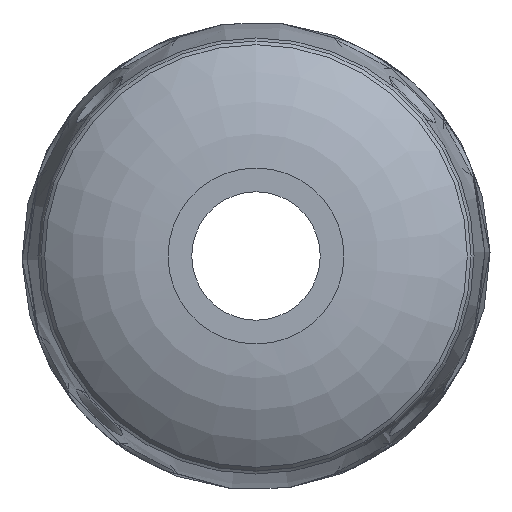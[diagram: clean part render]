
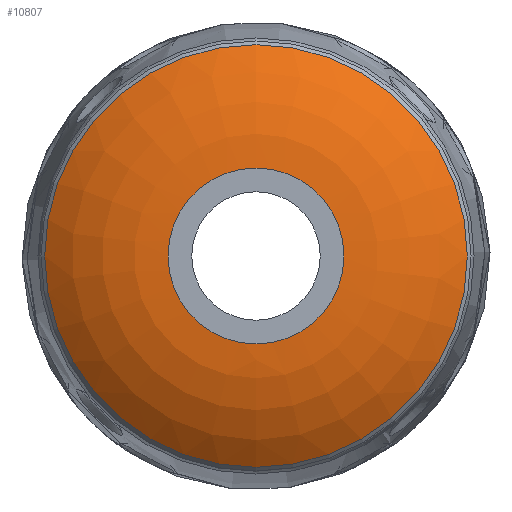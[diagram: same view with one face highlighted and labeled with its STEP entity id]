
A CAD part, left-side view. The second image highlights one B-rep face of the part: STEP entity #10807.
In plain terms, the highlighted toroidal (fillet/blend) face has major radius 6.35 mm and minor radius 15 mm.
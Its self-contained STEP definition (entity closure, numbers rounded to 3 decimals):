
#335=DEGENERATE_TOROIDAL_SURFACE('',#11414,6.35,15.,.T.);
#1991=ORIENTED_EDGE('',*,*,#3520,.T.);
#1992=ORIENTED_EDGE('',*,*,#3872,.T.);
#3520=EDGE_CURVE('',#4467,#4467,#5189,.T.);
#3872=EDGE_CURVE('',#4815,#4815,#5243,.F.);
#4467=VERTEX_POINT('',#13272);
#4815=VERTEX_POINT('',#17108);
#5189=CIRCLE('',#11352,6.4);
#5243=CIRCLE('',#11415,15.802);
#5527=EDGE_LOOP('',(#1991));
#5528=EDGE_LOOP('',(#1992));
#6380=FACE_BOUND('',#5527,.T.);
#6381=FACE_BOUND('',#5528,.T.);
#10807=ADVANCED_FACE('',(#6380,#6381),#335,.T.);
#11352=AXIS2_PLACEMENT_3D('',#13271,#11928,#11929);
#11414=AXIS2_PLACEMENT_3D('',#17106,#12071,#12072);
#11415=AXIS2_PLACEMENT_3D('',#17107,#12073,#12074);
#11928=DIRECTION('',(1.,0.,0.));
#11929=DIRECTION('',(0.,1.,0.));
#12071=DIRECTION('',(-1.,0.,0.));
#12072=DIRECTION('',(0.,0.,1.));
#12073=DIRECTION('',(1.,0.,0.));
#12074=DIRECTION('',(0.,0.,-1.));
#13271=CARTESIAN_POINT('',(585.,0.,0.));
#13272=CARTESIAN_POINT('',(585.,6.4,0.));
#17106=CARTESIAN_POINT('',(600.,0.,0.));
#17107=CARTESIAN_POINT('',(588.353,0.,0.));
#17108=CARTESIAN_POINT('',(588.353,0.,-15.802));
